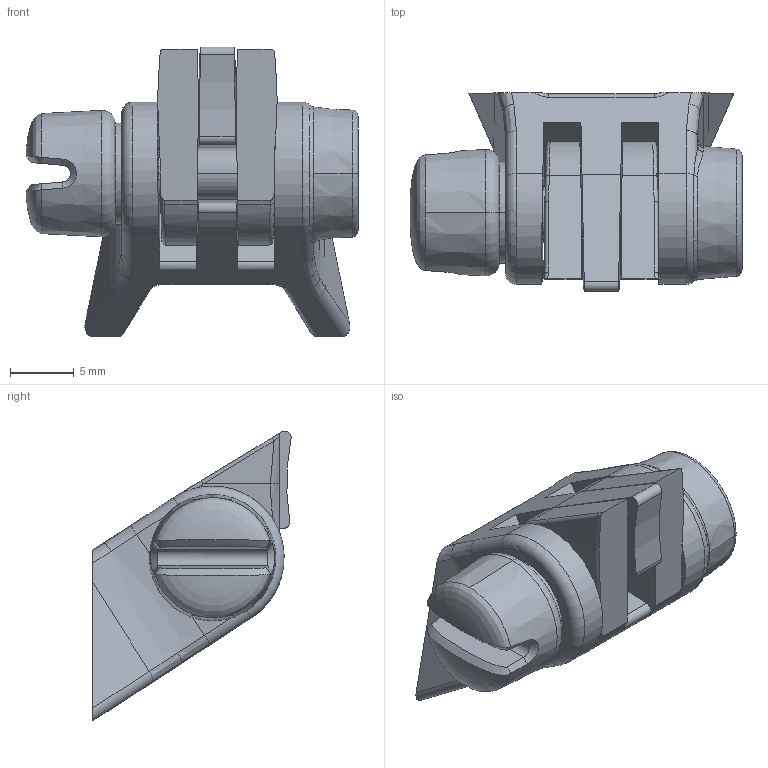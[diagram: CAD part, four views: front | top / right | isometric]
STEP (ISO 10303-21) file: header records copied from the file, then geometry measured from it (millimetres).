
FILE_DESCRIPTION((''),'2;1');
FILE_NAME('0000_ANL_ME_ASSY_ASM','2021-03-22T11:04:18',('Jeson_Chang'),(''),'CREO PARAMETRIC BY PTC INC, 2016510','CREO PARAMETRIC BY PTC INC, 2016510','');
FILE_SCHEMA(('AUTOMOTIVE_DESIGN { 1 0 10303 214 1 1 1 1 }'));
Length unit declared in the file: millimetre
Products named in the file (9): 00_MID-FRAME; 000_MID-FRAME_ASSY_ASM; 00_HOLDER; NUT_M4_585; 000_HOLDER_ASSY_ASM; 00_KNOB_SCREW_HOLDER; SCREW_M4_HOLDER; 00_KNOB-SCREW-HOLDER_ASSY_ASM; 0000_ANL_ME_ASSY_ASM
Assembly tree (8 placements, depth 3):
  0000_ANL_ME_ASSY_ASM
    000_MID-FRAME_ASSY_ASM
      00_MID-FRAME
    000_HOLDER_ASSY_ASM
      00_HOLDER
      NUT_M4_585
    00_KNOB-SCREW-HOLDER_ASSY_ASM
      00_KNOB_SCREW_HOLDER
      SCREW_M4_HOLDER
Bounding box: 25.97 x 15.52 x 22.68 mm (x, y, z)
Volume: 3018.3 mm3; surface area: 3598.5 mm2
Topology: 6 solids, 7 shells, 207 faces, 500 edges, 313 vertices
Faces by surface type: cylinder 69, bspline 56, plane 49, cone 22, torus 9, revolution 2
Entity records: 11060 total; most frequent: CARTESIAN_POINT 4410, ORIENTED_EDGE 996, DIRECTION 806, EDGE_CURVE 500, AXIS2_PLACEMENT_3D 316, VERTEX_POINT 313, PRESENTATION_STYLE_ASSIGNMENT 287, STYLED_ITEM 269
